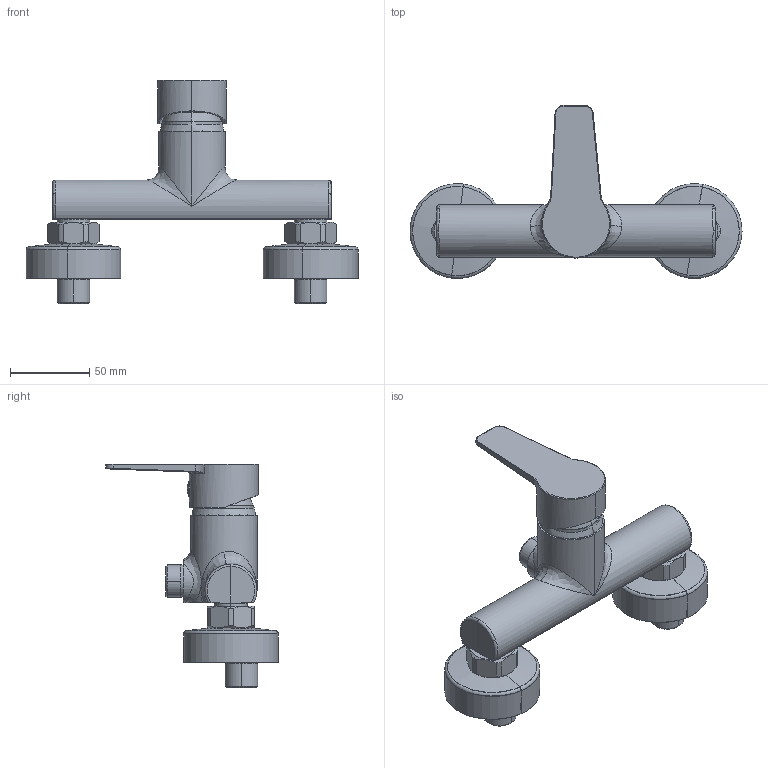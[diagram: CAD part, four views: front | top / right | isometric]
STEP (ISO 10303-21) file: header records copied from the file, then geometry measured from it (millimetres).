
FILE_DESCRIPTION((''),'2;1');
FILE_NAME('BTR7_ASM','2023-09-13T',('Administrator'),(''),'PRO/ENGINEER BY PARAMETRIC TECHNOLOGY CORPORATION, 2010430','PRO/ENGINEER BY PARAMETRIC TECHNOLOGY CORPORATION, 2010430','');
FILE_SCHEMA(('CONFIG_CONTROL_DESIGN'));
Length unit declared in the file: millimetre
Products named in the file (15): 2130029; 2710013; 2020004; 2020043; 2240131; 2510022; 2550021; 2510016; 2050013; 2510104; 2070001; 2210003; 2540006; 2750012; BTR7_ASM
Assembly tree (20 placements, depth 2):
  BTR7_ASM
    2130029
    2710013
    2020004
    2020043
    2240131
    2510022  x2
    2550021  x2
    2510016  x2
    2050013  x2
    2510104  x2
    2070001
    2210003
    2540006  x2
    2750012
Bounding box: 209.97 x 109.25 x 141.55 mm (x, y, z)
Volume: 133004 mm3; surface area: 141574.3 mm2
Topology: 20 solids, 39 shells, 1118 faces, 2821 edges, 1786 vertices
Faces by surface type: plane 398, cylinder 383, bspline 128, torus 111, cone 96, sphere 2
Entity records: 36749 total; most frequent: CARTESIAN_POINT 14116, ORIENTED_EDGE 4828, DIRECTION 4396, EDGE_CURVE 2442, AXIS2_PLACEMENT_3D 1684, VERTEX_POINT 1557, EDGE_LOOP 1029, VECTOR 1028
